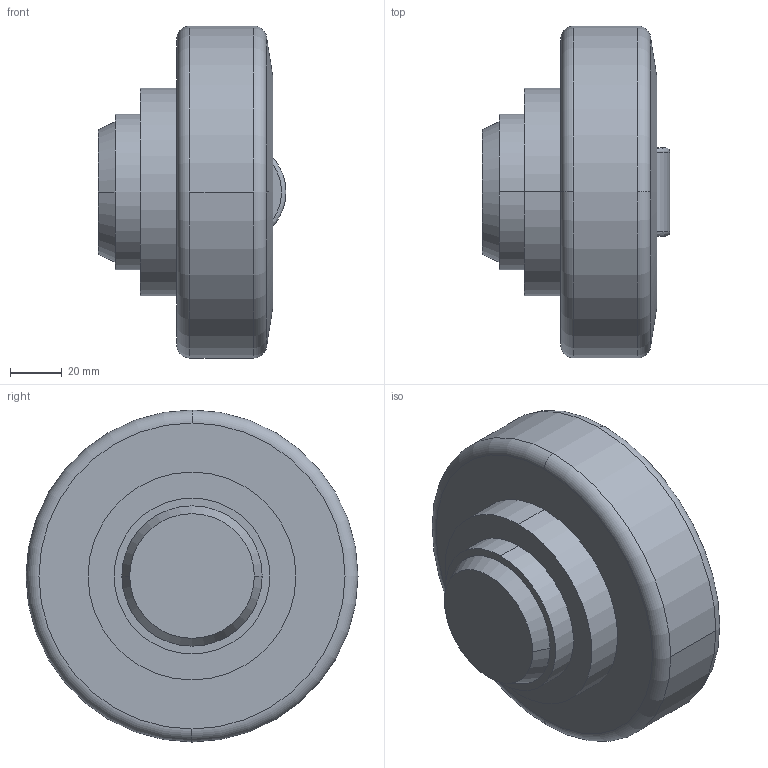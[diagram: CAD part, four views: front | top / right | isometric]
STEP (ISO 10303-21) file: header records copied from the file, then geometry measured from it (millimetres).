
FILE_DESCRIPTION(('STEP AP203'),'1');
FILE_NAME('pr_4_462.stp','2014-08-06T07:00:54',('TraceParts'),('TraceParts S.A.'),'XStep 1.0',' ',' ');
FILE_SCHEMA(('CONFIG_CONTROL_DESIGN'));
Length unit declared in the file: millimetre
Products named in the file (1): 1
Bounding box: 72.3 x 127.8 x 127.8 mm (x, y, z)
Volume: 573373.5 mm3; surface area: 44941.1 mm2
Topology: 1 solids, 1 shells, 35 faces, 84 edges, 55 vertices
Faces by surface type: plane 17, cylinder 8, torus 6, cone 4
Entity records: 1273 total; most frequent: CARTESIAN_POINT 383, DIRECTION 191, ORIENTED_EDGE 168, EDGE_CURVE 84, AXIS2_PLACEMENT_3D 79, VERTEX_POINT 55, CIRCLE 43, EDGE_LOOP 39
